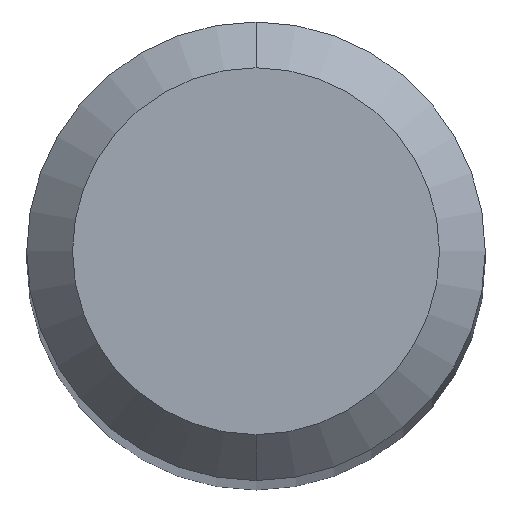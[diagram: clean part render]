
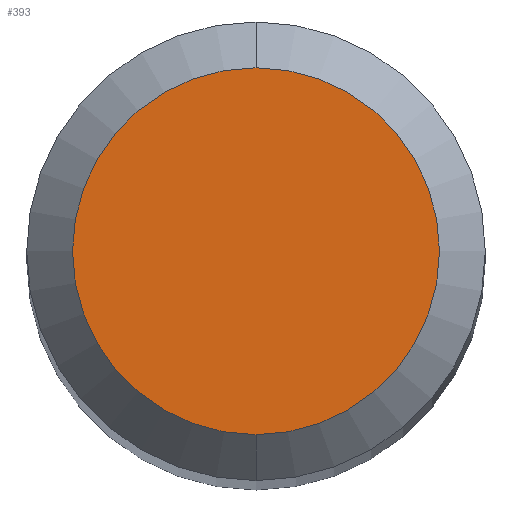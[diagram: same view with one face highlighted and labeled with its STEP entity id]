
A CAD part, top view. The second image highlights one B-rep face of the part: STEP entity #393.
In plain terms, the highlighted planar face has unit normal (0, 0, 1).
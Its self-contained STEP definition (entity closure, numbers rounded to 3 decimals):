
#203=EDGE_CURVE('',#405,#221,#498,.T.);
#221=VERTEX_POINT('',#517);
#385=EDGE_CURVE('',#221,#405,#696,.T.);
#393=ADVANCED_FACE('',(#705),#706,.T.);
#405=VERTEX_POINT('',#719);
#498=CIRCLE('',#869,1.2);
#517=CARTESIAN_POINT('',(0.0,1.2,34.437));
#696=CIRCLE('',#1288,1.2);
#705=FACE_OUTER_BOUND('',#1300,.T.);
#706=PLANE('',#1301);
#719=CARTESIAN_POINT('',(0.,-1.2,34.437));
#869=AXIS2_PLACEMENT_3D('',#1467,#1468,#1469);
#1288=AXIS2_PLACEMENT_3D('',#1665,#1666,#1667);
#1300=EDGE_LOOP('',(#1681,#1682));
#1301=AXIS2_PLACEMENT_3D('',#1683,#1684,#1685);
#1467=CARTESIAN_POINT('',(0.0,0.0,34.437));
#1468=DIRECTION('',(0.0,0.0,-1.0));
#1469=DIRECTION('',(0.0,1.0,0.0));
#1665=CARTESIAN_POINT('',(0.0,0.0,34.437));
#1666=DIRECTION('',(0.0,0.0,-1.0));
#1667=DIRECTION('',(0.0,1.0,0.0));
#1681=ORIENTED_EDGE('',*,*,#385,.F.);
#1682=ORIENTED_EDGE('',*,*,#203,.F.);
#1683=CARTESIAN_POINT('',(0.0,0.6,34.437));
#1684=DIRECTION('',(-0.0,0.0,1.0));
#1685=DIRECTION('',(0.0,-1.0,0.0));
